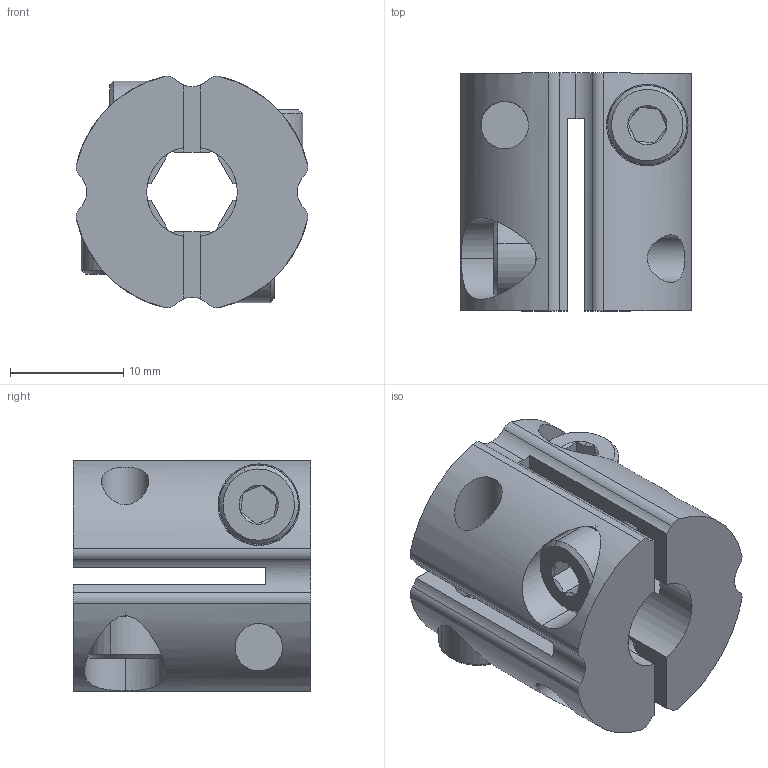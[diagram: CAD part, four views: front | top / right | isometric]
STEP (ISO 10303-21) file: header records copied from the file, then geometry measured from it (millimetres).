
FILE_DESCRIPTION(('Open CASCADE Model'),'2;1');
FILE_NAME('Open CASCADE Shape Model','2023-08-02T22:12:41',('Author'),( 'Open CASCADE'),'Open CASCADE STEP processor 7.7','Open CASCADE 7.7' ,'Unknown');
FILE_SCHEMA(('AUTOMOTIVE_DESIGN { 1 0 10303 214 1 1 1 1 }'));
Length unit declared in the file: millimetre
Products named in the file (7): Open CASCADE STEP translator 7.7 1; Open CASCADE STEP translator 7.7 1.1; Open CASCADE STEP translator 7.7 1.1.1; Open CASCADE STEP translator 7.7 1.1.2; Open CASCADE STEP translator 7.7 1.1.3; Open CASCADE STEP translator 7.7 1.1.4; Open CASCADE STEP translator 7.7 1.1.5
Assembly tree (6 placements, depth 3):
  Open CASCADE STEP translator 7.7 1
    Open CASCADE STEP translator 7.7 1.1
      Open CASCADE STEP translator 7.7 1.1.1
      Open CASCADE STEP translator 7.7 1.1.2
      Open CASCADE STEP translator 7.7 1.1.3
      Open CASCADE STEP translator 7.7 1.1.4
      Open CASCADE STEP translator 7.7 1.1.5
Bounding box: 20.49 x 21 x 20.49 mm (x, y, z)
Volume: 4666.9 mm3; surface area: 4437.4 mm2
Topology: 5 solids, 5 shells, 173 faces, 419 edges, 266 vertices
Faces by surface type: plane 74, cylinder 55, cone 44
Full cylindrical faces by diameter (mm): 4.2 x12
Entity records: 6000 total; most frequent: CARTESIAN_POINT 1764, DIRECTION 897, ORIENTED_EDGE 838, EDGE_CURVE 419, AXIS2_PLACEMENT_3D 354, VERTEX_POINT 266, FACE_BOUND 201, EDGE_LOOP 201
